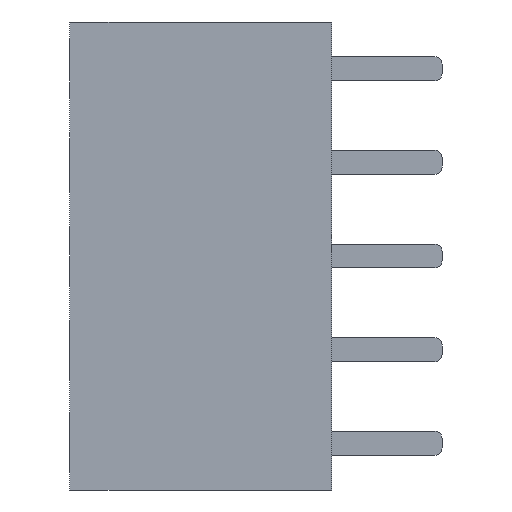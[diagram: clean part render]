
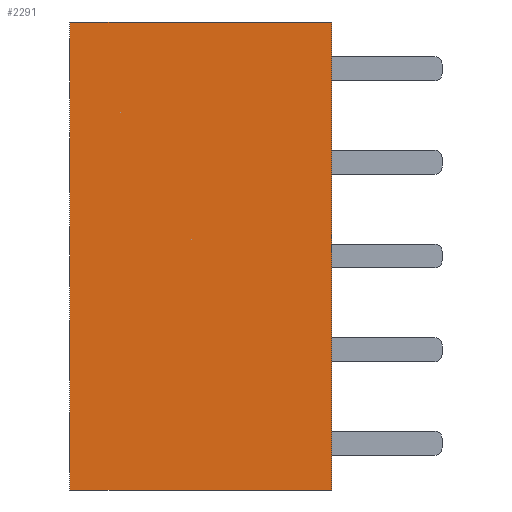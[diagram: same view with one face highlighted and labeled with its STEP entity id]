
A CAD part, front view. The second image highlights one B-rep face of the part: STEP entity #2291.
In plain terms, the highlighted planar face has unit normal (0, -1, 0).
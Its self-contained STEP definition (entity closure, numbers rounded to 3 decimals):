
#941=PLANE('',#28547);
#2291=ADVANCED_FACE('',(#4380),#941,.T.);
#4380=FACE_OUTER_BOUND('',#6010,.T.);
#6010=EDGE_LOOP('',(#16179,#16180,#16181,#16182));
#8221=LINE('',#43049,#11065);
#8233=LINE('',#43068,#11077);
#8235=LINE('',#43072,#11079);
#8236=LINE('',#43073,#11080);
#11065=VECTOR('',#33338,1.);
#11077=VECTOR('',#33354,1.);
#11079=VECTOR('',#33358,1.);
#11080=VECTOR('',#33359,1.);
#16179=ORIENTED_EDGE('',*,*,#24555,.T.);
#16180=ORIENTED_EDGE('',*,*,#24557,.F.);
#16181=ORIENTED_EDGE('',*,*,#24543,.T.);
#16182=ORIENTED_EDGE('',*,*,#24558,.T.);
#21529=VERTEX_POINT('',#43050);
#21530=VERTEX_POINT('',#43051);
#21533=VERTEX_POINT('',#43067);
#21534=VERTEX_POINT('',#43069);
#24543=EDGE_CURVE('',#21529,#21530,#8221,.T.);
#24555=EDGE_CURVE('',#21534,#21533,#8233,.T.);
#24557=EDGE_CURVE('',#21529,#21533,#8235,.T.);
#24558=EDGE_CURVE('',#21530,#21534,#8236,.T.);
#28547=AXIS2_PLACEMENT_3D('',#43074,#33360,#33361);
#33338=DIRECTION('',(0.,0.,-1.));
#33354=DIRECTION('',(0.,0.,1.));
#33358=DIRECTION('',(1.,0.,0.));
#33359=DIRECTION('',(1.,0.,0.));
#33360=DIRECTION('',(0.,-1.,0.));
#33361=DIRECTION('',(0.,0.,1.));
#43049=CARTESIAN_POINT('',(0.,4.975,0.));
#43050=CARTESIAN_POINT('',(0.,4.975,5.08));
#43051=CARTESIAN_POINT('',(0.,4.975,-7.62));
#43067=CARTESIAN_POINT('',(7.1,4.975,5.08));
#43068=CARTESIAN_POINT('',(7.1,4.975,0.));
#43069=CARTESIAN_POINT('',(7.1,4.975,-7.62));
#43072=CARTESIAN_POINT('',(3.72,4.975,5.08));
#43073=CARTESIAN_POINT('',(7.1,4.975,-7.62));
#43074=CARTESIAN_POINT('',(7.1,4.975,0.));
